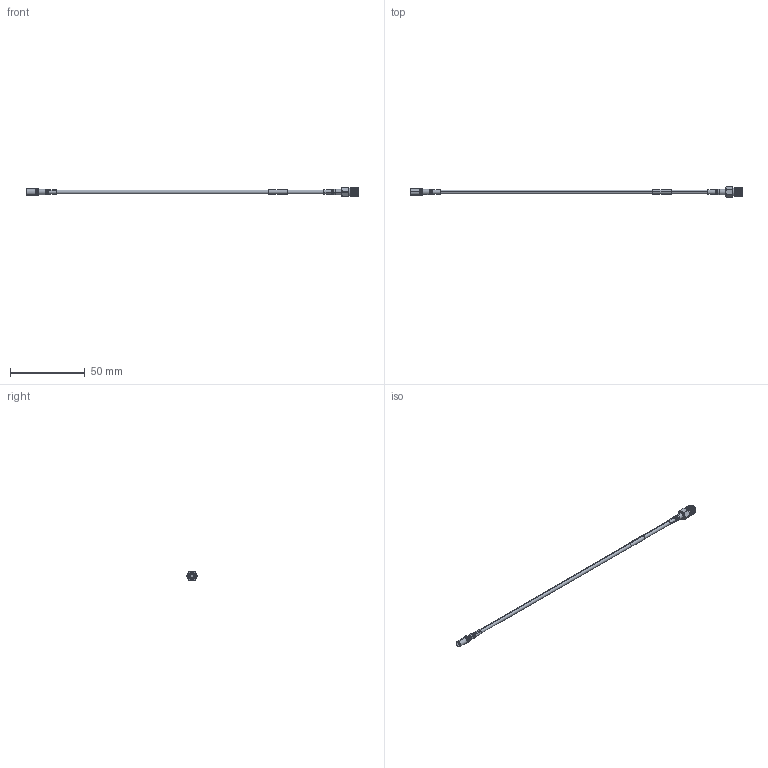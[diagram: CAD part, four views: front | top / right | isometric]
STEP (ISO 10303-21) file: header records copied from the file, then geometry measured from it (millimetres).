
FILE_DESCRIPTION (( 'STEP AP214' ), '1' );
FILE_NAME ('FMCA9745_3D.step', '2024-02-21T16:16:59', ( '' ), ( '' ), 'SwSTEP 2.0', 'SolidWorks 2022', '' );
FILE_SCHEMA (( 'AUTOMOTIVE_DESIGN' ));
Length unit declared in the file: inch
Products named in the file (6): FMCA9745_3D; PE45540; PE-P086HF_8 in Length; PE4116 ¦ FMCN1423; 1AW01-003_.110 ID; CA-PE-P086_2_Heatshrink_LONG
Assembly tree (6 placements, depth 2):
  FMCA9745_3D
    PE-P086HF_8 in Length
    1AW01-003_.110 ID
    PE4116 ¦ FMCN1423
    PE45540
    CA-PE-P086_2_Heatshrink_LONG  x2
Bounding box: 222.33 x 7.14 x 6.35 mm (x, y, z)
Volume: 1580.6 mm3; surface area: 3013.7 mm2
Topology: 6 solids, 6 shells, 171 faces, 369 edges, 222 vertices
Faces by surface type: cylinder 76, cone 38, plane 32, torus 22, bspline 3
Entity records: 5569 total; most frequent: CARTESIAN_POINT 1953, DIRECTION 735, ORIENTED_EDGE 650, EDGE_CURVE 325, AXIS2_PLACEMENT_3D 319, VERTEX_POINT 198, EDGE_LOOP 167, CIRCLE 164
